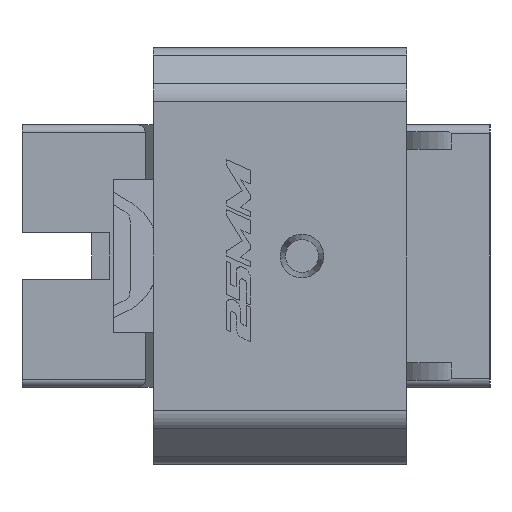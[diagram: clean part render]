
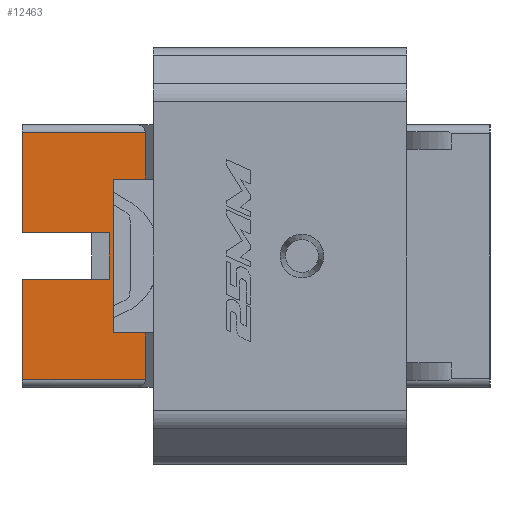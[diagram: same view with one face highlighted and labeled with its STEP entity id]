
A CAD part, left-side view. The second image highlights one B-rep face of the part: STEP entity #12463.
In plain terms, the highlighted planar face has unit normal (-1, 0, 0).
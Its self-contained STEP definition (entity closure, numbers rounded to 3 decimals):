
#1326=FACE_OUTER_BOUND('',#2041,.T.);
#2041=EDGE_LOOP('',(#10377,#10378,#10379,#10380,#10381,#10382,#10383,#10384,
#10385,#10386,#10387,#10388,#10389,#10390));
#2545=LINE('',#17568,#3821);
#2701=LINE('',#18218,#3977);
#2711=LINE('',#18236,#3987);
#2997=LINE('',#20323,#4273);
#2999=LINE('',#20328,#4275);
#3302=LINE('',#24991,#4578);
#3303=LINE('',#24993,#4579);
#3304=LINE('',#24995,#4580);
#3305=LINE('',#24996,#4581);
#3306=LINE('',#24997,#4582);
#3307=LINE('',#24998,#4583);
#3308=LINE('',#25000,#4584);
#3309=LINE('',#25002,#4585);
#3310=LINE('',#25003,#4586);
#3821=VECTOR('',#13854,1000.);
#3977=VECTOR('',#14070,1000.);
#3987=VECTOR('',#14082,1000.);
#4273=VECTOR('',#14542,1000.);
#4275=VECTOR('',#14546,1000.);
#4578=VECTOR('',#15063,1000.);
#4579=VECTOR('',#15064,1000.);
#4580=VECTOR('',#15065,1000.);
#4581=VECTOR('',#15066,1000.);
#4582=VECTOR('',#15067,1000.);
#4583=VECTOR('',#15068,1000.);
#4584=VECTOR('',#15069,1000.);
#4585=VECTOR('',#15070,1000.);
#4586=VECTOR('',#15071,1000.);
#5202=VERTEX_POINT('',#17566);
#5203=VERTEX_POINT('',#17567);
#5391=VERTEX_POINT('',#18214);
#5393=VERTEX_POINT('',#18217);
#5397=VERTEX_POINT('',#18227);
#5400=VERTEX_POINT('',#18234);
#5745=VERTEX_POINT('',#20320);
#5746=VERTEX_POINT('',#20322);
#5747=VERTEX_POINT('',#20326);
#5748=VERTEX_POINT('',#20327);
#5978=VERTEX_POINT('',#24992);
#5979=VERTEX_POINT('',#24994);
#5980=VERTEX_POINT('',#24999);
#5981=VERTEX_POINT('',#25001);
#6503=EDGE_CURVE('',#5202,#5203,#2545,.T.);
#6712=EDGE_CURVE('',#5393,#5391,#2701,.T.);
#6722=EDGE_CURVE('',#5400,#5397,#2711,.T.);
#7152=EDGE_CURVE('',#5746,#5745,#2997,.T.);
#7154=EDGE_CURVE('',#5747,#5748,#2999,.T.);
#7591=EDGE_CURVE('',#5748,#5745,#3302,.T.);
#7592=EDGE_CURVE('',#5978,#5747,#3303,.T.);
#7593=EDGE_CURVE('',#5978,#5979,#3304,.T.);
#7594=EDGE_CURVE('',#5979,#5393,#3305,.T.);
#7595=EDGE_CURVE('',#5203,#5391,#3306,.T.);
#7596=EDGE_CURVE('',#5397,#5202,#3307,.T.);
#7597=EDGE_CURVE('',#5400,#5980,#3308,.T.);
#7598=EDGE_CURVE('',#5980,#5981,#3309,.T.);
#7599=EDGE_CURVE('',#5746,#5981,#3310,.T.);
#10377=ORIENTED_EDGE('',*,*,#7152,.T.);
#10378=ORIENTED_EDGE('',*,*,#7591,.F.);
#10379=ORIENTED_EDGE('',*,*,#7154,.F.);
#10380=ORIENTED_EDGE('',*,*,#7592,.F.);
#10381=ORIENTED_EDGE('',*,*,#7593,.T.);
#10382=ORIENTED_EDGE('',*,*,#7594,.T.);
#10383=ORIENTED_EDGE('',*,*,#6712,.T.);
#10384=ORIENTED_EDGE('',*,*,#7595,.F.);
#10385=ORIENTED_EDGE('',*,*,#6503,.F.);
#10386=ORIENTED_EDGE('',*,*,#7596,.F.);
#10387=ORIENTED_EDGE('',*,*,#6722,.F.);
#10388=ORIENTED_EDGE('',*,*,#7597,.T.);
#10389=ORIENTED_EDGE('',*,*,#7598,.T.);
#10390=ORIENTED_EDGE('',*,*,#7599,.F.);
#11922=PLANE('',#13139);
#12463=ADVANCED_FACE('',(#1326),#11922,.T.);
#13139=AXIS2_PLACEMENT_3D('',#24990,#15061,#15062);
#13854=DIRECTION('',(0.,0.,-1.));
#14070=DIRECTION('',(0.,1.,0.));
#14082=DIRECTION('',(0.,1.,0.));
#14542=DIRECTION('',(0.,-1.,0.));
#14546=DIRECTION('',(0.,-1.,0.));
#15061=DIRECTION('center_axis',(-1.,0.,0.));
#15062=DIRECTION('ref_axis',(0.,-1.,0.));
#15063=DIRECTION('',(0.,0.,1.));
#15064=DIRECTION('',(0.,0.,1.));
#15065=DIRECTION('',(0.,-1.,0.));
#15066=DIRECTION('',(0.,0.,1.));
#15067=DIRECTION('',(0.,0.,-1.));
#15068=DIRECTION('',(0.,0.,-1.));
#15069=DIRECTION('',(0.,0.,1.));
#15070=DIRECTION('',(0.,1.,0.));
#15071=DIRECTION('',(0.,0.,1.));
#17566=CARTESIAN_POINT('',(54.306,31.564,5.867));
#17567=CARTESIAN_POINT('',(54.306,31.564,-5.69));
#17568=CARTESIAN_POINT('',(54.306,31.564,22.351));
#18214=CARTESIAN_POINT('',(54.306,31.564,-8.8));
#18217=CARTESIAN_POINT('',(54.306,27.9,-8.8));
#18218=CARTESIAN_POINT('',(54.306,17.69,-8.8));
#18227=CARTESIAN_POINT('',(54.306,31.564,8.8));
#18234=CARTESIAN_POINT('',(54.306,27.9,8.8));
#18236=CARTESIAN_POINT('',(54.306,17.69,8.8));
#20320=CARTESIAN_POINT('',(54.306,32.,2.65));
#20322=CARTESIAN_POINT('',(54.306,42.,2.65));
#20323=CARTESIAN_POINT('',(54.306,42.,2.65));
#20326=CARTESIAN_POINT('',(54.306,42.,-2.65));
#20327=CARTESIAN_POINT('',(54.306,32.,-2.65));
#20328=CARTESIAN_POINT('',(54.306,42.,-2.65));
#24990=CARTESIAN_POINT('Origin',(54.306,17.69,0.));
#24991=CARTESIAN_POINT('',(54.306,32.,0.));
#24992=CARTESIAN_POINT('',(54.306,42.,-14.1));
#24993=CARTESIAN_POINT('',(54.306,42.,0.));
#24994=CARTESIAN_POINT('',(54.306,27.9,-14.1));
#24995=CARTESIAN_POINT('',(54.306,17.69,-14.1));
#24996=CARTESIAN_POINT('',(54.306,27.9,-8.8));
#24997=CARTESIAN_POINT('',(54.306,31.564,22.351));
#24998=CARTESIAN_POINT('',(54.306,31.564,22.351));
#24999=CARTESIAN_POINT('',(54.306,27.9,14.1));
#25000=CARTESIAN_POINT('',(54.306,27.9,15.));
#25001=CARTESIAN_POINT('',(54.306,42.,14.1));
#25002=CARTESIAN_POINT('',(54.306,42.,14.1));
#25003=CARTESIAN_POINT('',(54.306,42.,0.));
